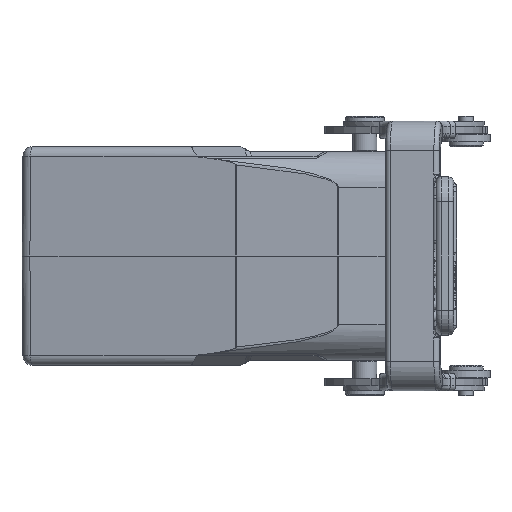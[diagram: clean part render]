
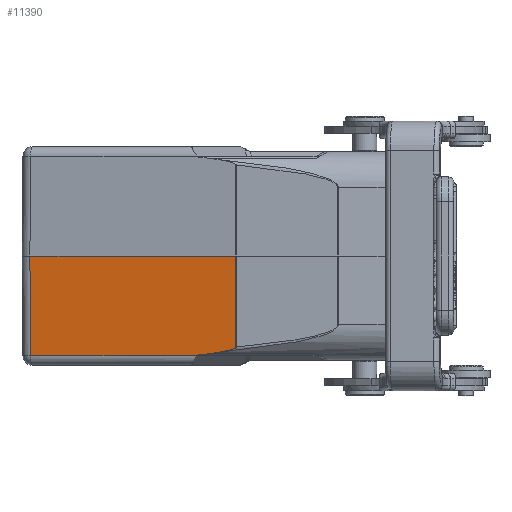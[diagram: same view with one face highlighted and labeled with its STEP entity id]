
A CAD part, left-side view. The second image highlights one B-rep face of the part: STEP entity #11390.
In plain terms, the highlighted planar face has unit normal (-0.982, 0.191, -0.009).
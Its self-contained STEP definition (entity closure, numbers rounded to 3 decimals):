
#7481=B_SPLINE_CURVE_WITH_KNOTS('',3,(#44646,#44647,#44648,#44649,#44650,
#44651,#44652,#44653,#44654,#44655,#44656,#44657,#44658,#44659,#44660,#44661),
 .UNSPECIFIED.,.F.,.F.,(4,3,3,3,3,4),(0.,0.437,0.715,
0.893,0.979,1.),.UNSPECIFIED.);
#9821=FACE_OUTER_BOUND('',#14607,.T.);
#11390=ADVANCED_FACE('',(#9821),#12227,.T.);
#12227=PLANE('',#36478);
#12391=ELLIPSE('',#36475,10.482,2.);
#12392=ELLIPSE('',#36477,39.308,7.5);
#14607=EDGE_LOOP('',(#22851,#22852,#22853,#22854,#22855,#22856,#22857,#22858));
#22851=ORIENTED_EDGE('',*,*,#26063,.T.);
#22852=ORIENTED_EDGE('',*,*,#26065,.T.);
#22853=ORIENTED_EDGE('',*,*,#29380,.F.);
#22854=ORIENTED_EDGE('',*,*,#29381,.F.);
#22855=ORIENTED_EDGE('',*,*,#26069,.T.);
#22856=ORIENTED_EDGE('',*,*,#29377,.T.);
#22857=ORIENTED_EDGE('',*,*,#29379,.T.);
#22858=ORIENTED_EDGE('',*,*,#29382,.T.);
#23455=VERTEX_POINT('',#44626);
#23457=VERTEX_POINT('',#44645);
#23458=VERTEX_POINT('',#44715);
#23461=VERTEX_POINT('',#44722);
#23462=VERTEX_POINT('',#44724);
#25625=VERTEX_POINT('',#58133);
#25626=VERTEX_POINT('',#58137);
#25627=VERTEX_POINT('',#58141);
#26063=EDGE_CURVE('',#23455,#23457,#7481,.T.);
#26065=EDGE_CURVE('',#23457,#23458,#29829,.T.);
#26069=EDGE_CURVE('',#23462,#23461,#29831,.T.);
#29377=EDGE_CURVE('',#23461,#25625,#31695,.T.);
#29379=EDGE_CURVE('',#25625,#25626,#12391,.T.);
#29380=EDGE_CURVE('',#25627,#23458,#31697,.T.);
#29381=EDGE_CURVE('',#23462,#25627,#31698,.T.);
#29382=EDGE_CURVE('',#25626,#23455,#12392,.T.);
#29829=LINE('',#44714,#32098);
#29831=LINE('',#44723,#32100);
#31695=LINE('',#58134,#34042);
#31697=LINE('',#58140,#34044);
#31698=LINE('',#58142,#34045);
#32098=VECTOR('',#37271,1.);
#32100=VECTOR('',#37279,1.);
#34042=VECTOR('',#43553,1.);
#34044=VECTOR('',#43561,1.);
#34045=VECTOR('',#43562,1.);
#36475=AXIS2_PLACEMENT_3D('',#58138,#43557,#43558);
#36477=AXIS2_PLACEMENT_3D('',#58143,#43563,#43564);
#36478=AXIS2_PLACEMENT_3D('',#58144,#43565,#43566);
#37271=DIRECTION('',(-0.009,0.001,1.));
#37279=DIRECTION('',(-0.191,-0.982,0.));
#43553=DIRECTION('',(-0.13,-0.634,0.763));
#43557=DIRECTION('',(-0.982,0.191,-0.009));
#43558=DIRECTION('',(0.191,0.982,0.002));
#43561=DIRECTION('',(-0.191,-0.982,0.));
#43562=DIRECTION('',(-0.007,0.009,1.));
#43563=DIRECTION('',(-0.982,0.191,-0.009));
#43564=DIRECTION('',(0.191,0.982,0.002));
#43565=DIRECTION('',(-0.982,0.191,-0.009));
#43566=DIRECTION('',(-0.191,-0.982,0.));
#44626=CARTESIAN_POINT('',(-43.861,3.676,-19.818));
#44645=CARTESIAN_POINT('',(-44.58,0.024,-18.83));
#44646=CARTESIAN_POINT('',(-43.861,3.676,-19.818));
#44647=CARTESIAN_POINT('',(-43.968,3.128,-19.73));
#44648=CARTESIAN_POINT('',(-44.076,2.582,-19.633));
#44649=CARTESIAN_POINT('',(-44.182,2.039,-19.517));
#44650=CARTESIAN_POINT('',(-44.25,1.695,-19.443));
#44651=CARTESIAN_POINT('',(-44.317,1.351,-19.362));
#44652=CARTESIAN_POINT('',(-44.384,1.012,-19.265));
#44653=CARTESIAN_POINT('',(-44.427,0.796,-19.202));
#44654=CARTESIAN_POINT('',(-44.469,0.579,-19.134));
#44655=CARTESIAN_POINT('',(-44.51,0.372,-19.043));
#44656=CARTESIAN_POINT('',(-44.53,0.272,-19.));
#44657=CARTESIAN_POINT('',(-44.55,0.172,-18.952));
#44658=CARTESIAN_POINT('',(-44.567,0.085,-18.885));
#44659=CARTESIAN_POINT('',(-44.572,0.063,-18.869));
#44660=CARTESIAN_POINT('',(-44.576,0.042,-18.851));
#44661=CARTESIAN_POINT('',(-44.58,0.024,-18.83));
#44714=CARTESIAN_POINT('',(-44.743,0.048,0.003));
#44715=CARTESIAN_POINT('',(-44.743,0.048,0.));
#44722=CARTESIAN_POINT('',(-43.023,7.954,-20.517));
#44723=CARTESIAN_POINT('',(-45.944,-7.069,-20.517));
#44724=CARTESIAN_POINT('',(-36.366,42.203,-20.517));
#58133=CARTESIAN_POINT('',(-43.052,7.814,-20.349));
#58134=CARTESIAN_POINT('',(-43.023,7.954,-20.517));
#58137=CARTESIAN_POINT('',(-43.44,5.83,-20.136));
#58138=CARTESIAN_POINT('',(-42.29,11.82,-18.5));
#58140=CARTESIAN_POINT('',(-36.514,42.382,0.));
#58141=CARTESIAN_POINT('',(-36.514,42.382,0.));
#58142=CARTESIAN_POINT('',(-36.511,42.379,-0.362));
#58143=CARTESIAN_POINT('',(-39.128,28.295,-14.));
#58144=CARTESIAN_POINT('',(-46.119,-7.035,0.));
